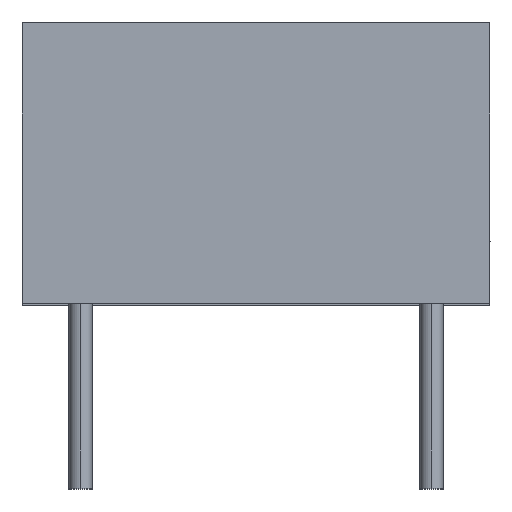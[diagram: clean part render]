
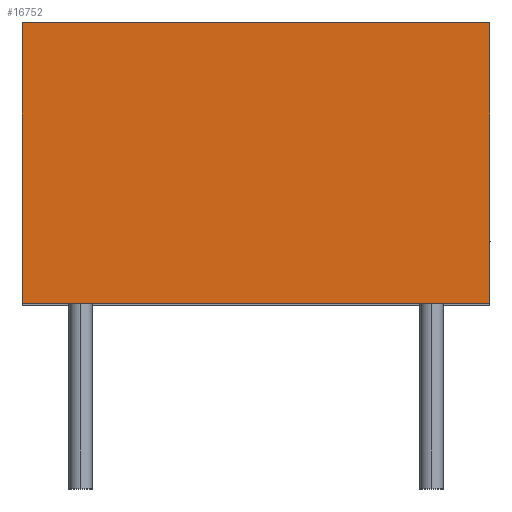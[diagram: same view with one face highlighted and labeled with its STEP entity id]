
A CAD part, top view. The second image highlights one B-rep face of the part: STEP entity #16752.
In plain terms, the highlighted planar face has unit normal (0, 0, 1).
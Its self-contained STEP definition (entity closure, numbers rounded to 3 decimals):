
#6583 = CARTESIAN_POINT ( 'NONE',  ( 5.08, -6.1, 9.53 ) ) ;
#6660 = DIRECTION ( 'NONE',  ( 0., 1., 0. ) ) ;
#6661 = VECTOR ( 'NONE', #6660, 1000. ) ;
#6662 = CARTESIAN_POINT ( 'NONE',  ( 5.08, -6.1, 9.53 ) ) ;
#6671 = LINE ( 'NONE', #6662, #6661 ) ;
#6755 = CARTESIAN_POINT ( 'NONE',  ( 5.08, 0., 9.53 ) ) ;
#12022 = LINE ( 'NONE', #12084, #12083 ) ;
#12082 = DIRECTION ( 'NONE',  ( 1., 0., 0. ) ) ;
#12083 = VECTOR ( 'NONE', #12082, 1000. ) ;
#12084 = CARTESIAN_POINT ( 'NONE',  ( -5.08, 0., 9.53 ) ) ;
#12433 = CARTESIAN_POINT ( 'NONE',  ( -5.08, 0., 9.53 ) ) ;
#12529 = DIRECTION ( 'NONE',  ( 1., 0., 0. ) ) ;
#12530 = VECTOR ( 'NONE', #12529, 1000. ) ;
#12531 = CARTESIAN_POINT ( 'NONE',  ( -5.08, -6.1, 9.53 ) ) ;
#12537 = LINE ( 'NONE', #12531, #12530 ) ;
#12640 = DIRECTION ( 'NONE',  ( 1., 0., 0. ) ) ;
#12641 = DIRECTION ( 'NONE',  ( 0., 0., 1. ) ) ;
#12642 = CARTESIAN_POINT ( 'NONE',  ( -5.08, -6.1, 9.53 ) ) ;
#12643 = AXIS2_PLACEMENT_3D ( 'NONE', #12642, #12641, #12640 ) ;
#12645 = PLANE ( 'NONE',  #12643 ) ;
#12665 = FACE_OUTER_BOUND ( 'NONE', #16753, .T. ) ;
#12666 = CARTESIAN_POINT ( 'NONE',  ( -5.08, -6.1, 9.53 ) ) ;
#12674 = DIRECTION ( 'NONE',  ( 0., 1., 0. ) ) ;
#12675 = VECTOR ( 'NONE', #12674, 1000. ) ;
#12676 = CARTESIAN_POINT ( 'NONE',  ( -5.08, -6.1, 9.53 ) ) ;
#12681 = LINE ( 'NONE', #12676, #12675 ) ;
#15466 = VERTEX_POINT ( 'NONE', #6583 ) ;
#15491 = EDGE_CURVE ( 'NONE', #15466, #15506, #6671, .T. ) ;
#15506 = VERTEX_POINT ( 'NONE', #6755 ) ;
#16517 = EDGE_CURVE ( 'NONE', #16646, #15506, #12022, .T. ) ;
#16646 = VERTEX_POINT ( 'NONE', #12433 ) ;
#16702 = EDGE_CURVE ( 'NONE', #16750, #15466, #12537, .T. ) ;
#16750 = VERTEX_POINT ( 'NONE', #12666 ) ;
#16752 = ADVANCED_FACE ( 'NONE', ( #12665 ), #12645, .T. ) ;
#16753 = EDGE_LOOP ( 'NONE', ( #16754, #16755, #16756, #16804 ) ) ;
#16754 = ORIENTED_EDGE ( 'NONE', *, *, #16517, .F. ) ;
#16755 = ORIENTED_EDGE ( 'NONE', *, *, #16764, .F. ) ;
#16756 = ORIENTED_EDGE ( 'NONE', *, *, #16702, .T. ) ;
#16764 = EDGE_CURVE ( 'NONE', #16750, #16646, #12681, .T. ) ;
#16804 = ORIENTED_EDGE ( 'NONE', *, *, #15491, .T. ) ;
